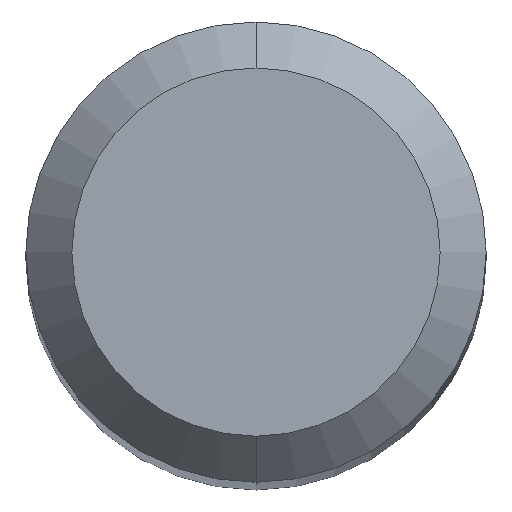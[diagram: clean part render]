
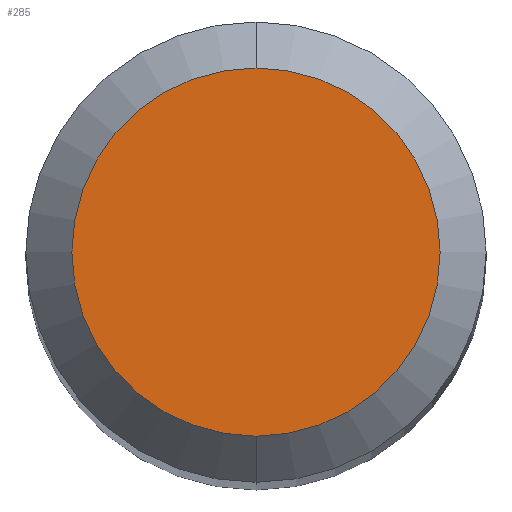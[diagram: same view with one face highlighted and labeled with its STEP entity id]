
A CAD part, top view. The second image highlights one B-rep face of the part: STEP entity #285.
In plain terms, the highlighted planar face has unit normal (0, 0, 1).
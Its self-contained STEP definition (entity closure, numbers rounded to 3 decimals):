
#183=VERTEX_POINT('',#491);
#215=VERTEX_POINT('',#527);
#285=ADVANCED_FACE('',(#601),#602,.T.);
#345=EDGE_CURVE('',#215,#183,#669,.T.);
#391=EDGE_CURVE('',#183,#215,#722,.T.);
#491=CARTESIAN_POINT('',(0.,-1.2,0.0));
#527=CARTESIAN_POINT('',(0.0,1.2,0.0));
#601=FACE_OUTER_BOUND('',#999,.T.);
#602=PLANE('',#1000);
#669=CIRCLE('',#1168,1.2);
#722=CIRCLE('',#1241,1.2);
#999=EDGE_LOOP('',(#1552,#1553));
#1000=AXIS2_PLACEMENT_3D('',#1554,#1555,#1556);
#1168=AXIS2_PLACEMENT_3D('',#1643,#1644,#1645);
#1241=AXIS2_PLACEMENT_3D('',#1719,#1720,#1721);
#1552=ORIENTED_EDGE('',*,*,#345,.F.);
#1553=ORIENTED_EDGE('',*,*,#391,.F.);
#1554=CARTESIAN_POINT('',(0.0,0.6,0.0));
#1555=DIRECTION('',(-0.0,0.0,1.0));
#1556=DIRECTION('',(0.0,-1.0,0.0));
#1643=CARTESIAN_POINT('',(0.0,0.0,0.0));
#1644=DIRECTION('',(0.0,0.0,-1.0));
#1645=DIRECTION('',(0.0,1.0,0.0));
#1719=CARTESIAN_POINT('',(0.0,0.0,0.0));
#1720=DIRECTION('',(0.0,0.0,-1.0));
#1721=DIRECTION('',(0.0,1.0,0.0));
